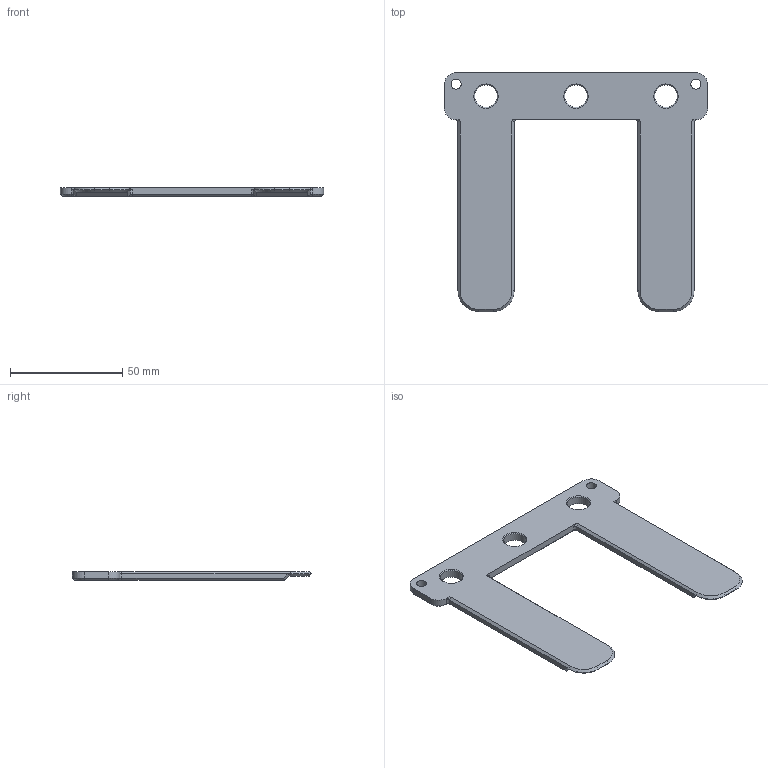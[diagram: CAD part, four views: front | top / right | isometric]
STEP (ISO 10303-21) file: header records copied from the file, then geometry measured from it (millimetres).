
FILE_DESCRIPTION(/* description */ (''),/* implementation_level */ '2;1');
FILE_NAME(/* name */ 'MOLLE Strap.step',/* time_stamp */ '2024-01-05T20:02:08-08:00',/* author */ (''),/* organization */ (''),/* preprocessor_version */ 'ST-DEVELOPER v20',/* originating_system */ 'Autodesk Translation Framework v12.14.0.127',/* authorisation */ '');
FILE_SCHEMA (('AUTOMOTIVE_DESIGN { 1 0 10303 214 3 1 1 }'));
Length unit declared in the file: millimetre
Products named in the file (1): P-TET-000153
Bounding box: 117 x 106.28 x 4 mm (x, y, z)
Volume: 23987.1 mm3; surface area: 14864.9 mm2
Topology: 1 solids, 1 shells, 76 faces, 179 edges, 105 vertices
Faces by surface type: plane 40, cone 23, cylinder 13
Full cylindrical faces by diameter (mm): 4.5 x2, 10 x3
Entity records: 2181 total; most frequent: DIRECTION 382, CARTESIAN_POINT 369, ORIENTED_EDGE 358, EDGE_CURVE 179, AXIS2_PLACEMENT_3D 130, LINE 122, VECTOR 122, VERTEX_POINT 105
